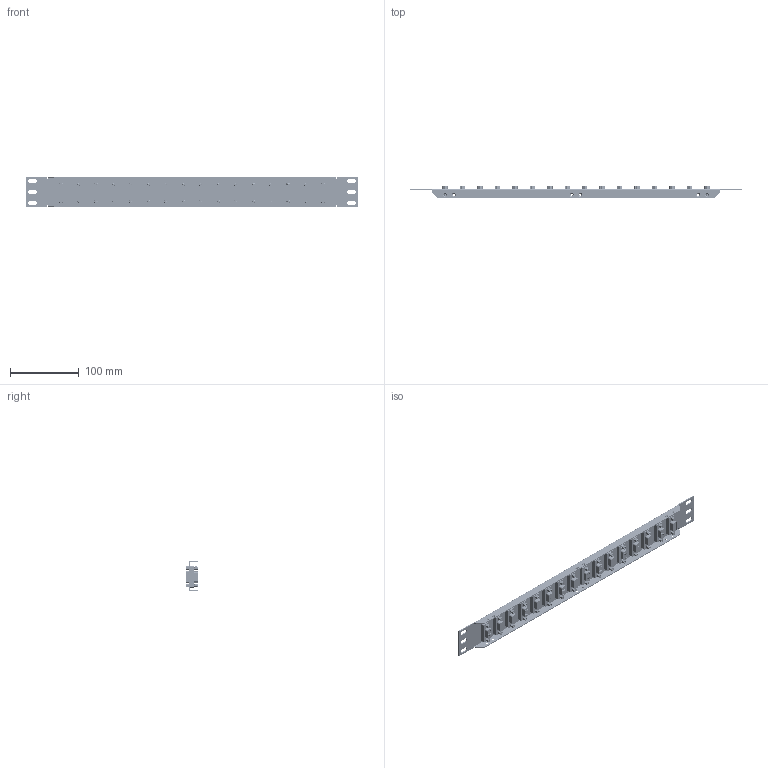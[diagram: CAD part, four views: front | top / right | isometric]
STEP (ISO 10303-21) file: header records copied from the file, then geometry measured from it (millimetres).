
FILE_DESCRIPTION (( 'STEP AP214' ), '1' );
FILE_NAME ('PR175HD1516B.STEP', '2017-05-24T19:28:36', ( 'L-Com' ), ( 'L-Com Global Connectivity' ), 'SwSTEP 2.0', 'SolidWorks 2014', '' );
FILE_SCHEMA (( 'AUTOMOTIVE_DESIGN' ));
Length unit declared in the file: inch
Products named in the file (7): DGB9F-MA1_OLD LOGO; PR175DS916B-MA1; PR175HD1516B; DGBH15F_.60 OFFSET; 3AA06-001; 3AA05-002; SDH15S_Without Mounting Flange and Solder Cups
Assembly tree (24 placements, depth 3):
  PR175HD1516B
    PR175DS916B-MA1
    DGBH15F_.60 OFFSET  x16
      DGB9F-MA1_OLD LOGO
      SDH15S_Without Mounting Flange and Solder Cups
      3AA05-002
      3AA06-001
Bounding box: 482.6 x 18.1 x 43.94 mm (x, y, z)
Volume: 100330.5 mm3; surface area: 113944.7 mm2
Topology: 113 solids, 113 shells, 13861 faces, 36408 edges, 23616 vertices
Faces by surface type: plane 9269, cylinder 2432, cone 984, bspline 664, sphere 320, torus 192
Entity records: 64754 total; most frequent: CARTESIAN_POINT 16531, ORIENTED_EDGE 7800, DIRECTION 6612, EDGE_CURVE 3900, VECTOR 2984, LINE 2984, VERTEX_POINT 2573, AXIS2_PLACEMENT_3D 1814
